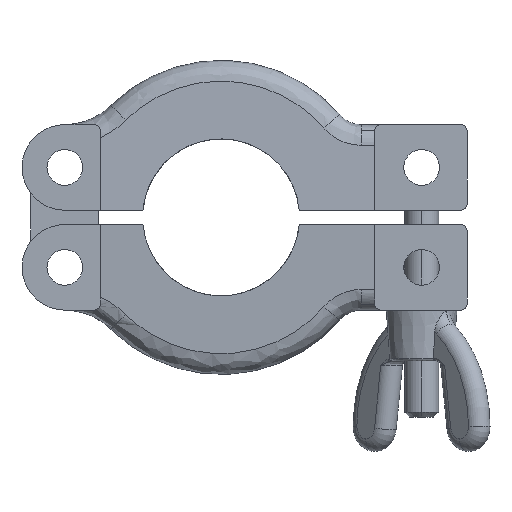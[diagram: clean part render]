
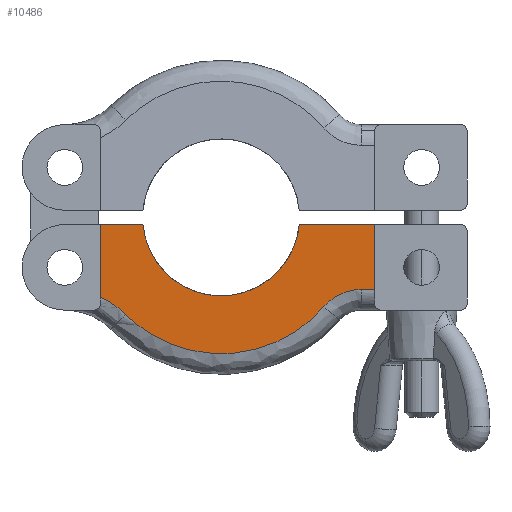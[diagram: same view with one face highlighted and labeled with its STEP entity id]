
A CAD part, left-side view. The second image highlights one B-rep face of the part: STEP entity #10486.
In plain terms, the highlighted planar face has unit normal (-0.999, 0, -0.035).
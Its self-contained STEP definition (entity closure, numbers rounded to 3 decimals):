
#247 = EDGE_CURVE ( 'NONE', #9732, #9277, #3294, .T. ) ;
#268 = ORIENTED_EDGE ( 'NONE', *, *, #4116, .F. ) ;
#606 = CARTESIAN_POINT ( 'NONE',  ( -7.384, -21.5, -17.632 ) ) ;
#646 = DIRECTION ( 'NONE',  ( 0., -1., 0. ) ) ;
#709 = CARTESIAN_POINT ( 'NONE',  ( -7.589, 15.581, -11.777 ) ) ;
#730 = VERTEX_POINT ( 'NONE', #1640 ) ;
#829 = CARTESIAN_POINT ( 'NONE',  ( -7.647, -17.25, -10.105 ) ) ;
#1505 = CARTESIAN_POINT ( 'NONE',  ( -7.617, -15.727, -10.964 ) ) ;
#1579 = ORIENTED_EDGE ( 'NONE', *, *, #10198, .F. ) ;
#1640 = CARTESIAN_POINT ( 'NONE',  ( -7.61, 16.9, -11.182 ) ) ;
#2006 = CARTESIAN_POINT ( 'NONE',  ( -7.647, -21.5, -10.105 ) ) ;
#2050 = ORIENTED_EDGE ( 'NONE', *, *, #4975, .F. ) ;
#2085 = VERTEX_POINT ( 'NONE', #7100 ) ;
#2204 = CARTESIAN_POINT ( 'NONE',  ( -7.563, -14.376, -12.528 ) ) ;
#2454 = DIRECTION ( 'NONE',  ( 0., 1., 0. ) ) ;
#2656 = VECTOR ( 'NONE', #9596, 1000. ) ;
#2722 =( BOUNDED_CURVE ( )  B_SPLINE_CURVE ( 3, ( #9067, #9012, #8144, #6176 ),
 .UNSPECIFIED., .F., .T. ) 
 B_SPLINE_CURVE_WITH_KNOTS ( ( 4, 4 ),
 ( 5.425, 7.063 ),
 .UNSPECIFIED. ) 
 CURVE ( )  GEOMETRIC_REPRESENTATION_ITEM ( )  RATIONAL_B_SPLINE_CURVE ( ( 1., 0.789, 0.789, 1. ) ) 
 REPRESENTATION_ITEM ( '' )  );
#2841 = CARTESIAN_POINT ( 'NONE',  ( -7.965, -10.954, -1. ) ) ;
#3294 =( BOUNDED_CURVE ( )  B_SPLINE_CURVE ( 3, ( #4230, #8701, #1505, #9457 ),
 .UNSPECIFIED., .F., .F. ) 
 B_SPLINE_CURVE_WITH_KNOTS ( ( 4, 4 ),
 ( 0., 0.858 ),
 .UNSPECIFIED. ) 
 CURVE ( )  GEOMETRIC_REPRESENTATION_ITEM ( )  RATIONAL_B_SPLINE_CURVE ( ( 1., 0.94, 0.94, 1. ) ) 
 REPRESENTATION_ITEM ( '' )  );
#3443 = CARTESIAN_POINT ( 'NONE',  ( -7.525, 13.36, -13.614 ) ) ;
#3566 = EDGE_LOOP ( 'NONE', ( #3926, #4526, #268, #7262, #2050, #8756, #1579, #5108, #4395 ) ) ;
#3896 = CARTESIAN_POINT ( 'NONE',  ( -7.32, -9.269, -19.462 ) ) ;
#3926 = ORIENTED_EDGE ( 'NONE', *, *, #6097, .F. ) ;
#3954 = CARTESIAN_POINT ( 'NONE',  ( -7.965, -10.954, -1. ) ) ;
#3961 = VECTOR ( 'NONE', #2454, 1000. ) ;
#3983 = VERTEX_POINT ( 'NONE', #7742 ) ;
#4116 = EDGE_CURVE ( 'NONE', #5845, #2085, #7794, .T. ) ;
#4230 = CARTESIAN_POINT ( 'NONE',  ( -7.647, -19.672, -10.105 ) ) ;
#4395 = ORIENTED_EDGE ( 'NONE', *, *, #247, .F. ) ;
#4526 = ORIENTED_EDGE ( 'NONE', *, *, #5063, .T. ) ;
#4975 = EDGE_CURVE ( 'NONE', #3983, #8405, #7871, .T. ) ;
#5063 = EDGE_CURVE ( 'NONE', #9879, #2085, #10470, .T. ) ;
#5098 = DIRECTION ( 'NONE',  ( 0., -1., 0. ) ) ;
#5108 = ORIENTED_EDGE ( 'NONE', *, *, #6324, .F. ) ;
#5496 = PLANE ( 'NONE',  #9746 ) ;
#5610 = DIRECTION ( 'NONE',  ( 0.035, 0., -0.999 ) ) ;
#5708 = EDGE_CURVE ( 'NONE', #8405, #5845, #6489, .T. ) ;
#5845 = VERTEX_POINT ( 'NONE', #2841 ) ;
#5901 = VERTEX_POINT ( 'NONE', #8354 ) ;
#6064 = LINE ( 'NONE', #829, #3961 ) ;
#6097 = EDGE_CURVE ( 'NONE', #9879, #9732, #6064, .T. ) ;
#6114 = CARTESIAN_POINT ( 'NONE',  ( -7.61, 16.9, -11.182 ) ) ;
#6176 = CARTESIAN_POINT ( 'NONE',  ( -7.525, 13.36, -13.614 ) ) ;
#6254 = VECTOR ( 'NONE', #7156, 1000. ) ;
#6324 = EDGE_CURVE ( 'NONE', #9277, #5901, #2722, .T. ) ;
#6489 =( BOUNDED_CURVE ( )  B_SPLINE_CURVE ( 3, ( #10158, #7505, #3896, #3954 ),
 .UNSPECIFIED., .F., .T. ) 
 B_SPLINE_CURVE_WITH_KNOTS ( ( 4, 4 ),
 ( 1.662, 4.621 ),
 .UNSPECIFIED. ) 
 CURVE ( )  GEOMETRIC_REPRESENTATION_ITEM ( )  RATIONAL_B_SPLINE_CURVE ( ( 1., 0.394, 0.394, 1. ) ) 
 REPRESENTATION_ITEM ( '' )  );
#7100 = CARTESIAN_POINT ( 'NONE',  ( -7.965, -21.5, -1. ) ) ;
#7156 = DIRECTION ( 'NONE',  ( 0.035, 0., -0.999 ) ) ;
#7262 = ORIENTED_EDGE ( 'NONE', *, *, #5708, .F. ) ;
#7417 = CARTESIAN_POINT ( 'NONE',  ( -7.232, 0., -22. ) ) ;
#7505 = CARTESIAN_POINT ( 'NONE',  ( -7.32, 9.269, -19.462 ) ) ;
#7546 =( BOUNDED_CURVE ( )  B_SPLINE_CURVE ( 3, ( #3443, #10515, #709, #6114 ),
 .UNSPECIFIED., .F., .F. ) 
 B_SPLINE_CURVE_WITH_KNOTS ( ( 4, 4 ),
 ( 5.503, 5.859 ),
 .UNSPECIFIED. ) 
 CURVE ( )  GEOMETRIC_REPRESENTATION_ITEM ( )  RATIONAL_B_SPLINE_CURVE ( ( 1., 0.989, 0.989, 1. ) ) 
 REPRESENTATION_ITEM ( '' )  );
#7742 = CARTESIAN_POINT ( 'NONE',  ( -7.965, 16.9, -1. ) ) ;
#7794 = LINE ( 'NONE', #7854, #9498 ) ;
#7854 = CARTESIAN_POINT ( 'NONE',  ( -7.965, -10.75, -1. ) ) ;
#7871 = LINE ( 'NONE', #10411, #10984 ) ;
#8077 = CARTESIAN_POINT ( 'NONE',  ( -7.594, 16.9, -11.639 ) ) ;
#8144 = CARTESIAN_POINT ( 'NONE',  ( -7.236, 5.018, -21.864 ) ) ;
#8354 = CARTESIAN_POINT ( 'NONE',  ( -7.525, 13.36, -13.614 ) ) ;
#8405 = VERTEX_POINT ( 'NONE', #9766 ) ;
#8701 = CARTESIAN_POINT ( 'NONE',  ( -7.647, -17.606, -10.105 ) ) ;
#8756 = ORIENTED_EDGE ( 'NONE', *, *, #11365, .T. ) ;
#8913 = DIRECTION ( 'NONE',  ( 0.999, 0., 0.035 ) ) ;
#9012 = CARTESIAN_POINT ( 'NONE',  ( -7.253, -6.705, -21.405 ) ) ;
#9067 = CARTESIAN_POINT ( 'NONE',  ( -7.563, -14.376, -12.528 ) ) ;
#9277 = VERTEX_POINT ( 'NONE', #2204 ) ;
#9457 = CARTESIAN_POINT ( 'NONE',  ( -7.563, -14.376, -12.528 ) ) ;
#9498 = VECTOR ( 'NONE', #646, 1000. ) ;
#9596 = DIRECTION ( 'NONE',  ( -0.035, 0., 0.999 ) ) ;
#9732 = VERTEX_POINT ( 'NONE', #11443 ) ;
#9746 = AXIS2_PLACEMENT_3D ( 'NONE', #7417, #8913, #5610 ) ;
#9766 = CARTESIAN_POINT ( 'NONE',  ( -7.965, 10.954, -1. ) ) ;
#9879 = VERTEX_POINT ( 'NONE', #2006 ) ;
#10158 = CARTESIAN_POINT ( 'NONE',  ( -7.965, 10.954, -1. ) ) ;
#10198 = EDGE_CURVE ( 'NONE', #5901, #730, #7546, .T. ) ;
#10411 = CARTESIAN_POINT ( 'NONE',  ( -7.965, 10.95, -1. ) ) ;
#10470 = LINE ( 'NONE', #606, #2656 ) ;
#10486 = ADVANCED_FACE ( 'NONE', ( #10813 ), #5496, .F. ) ;
#10515 = CARTESIAN_POINT ( 'NONE',  ( -7.56, 14.389, -12.597 ) ) ;
#10672 = LINE ( 'NONE', #8077, #6254 ) ;
#10813 = FACE_OUTER_BOUND ( 'NONE', #3566, .T. ) ;
#10984 = VECTOR ( 'NONE', #5098, 1000. ) ;
#11365 = EDGE_CURVE ( 'NONE', #3983, #730, #10672, .T. ) ;
#11443 = CARTESIAN_POINT ( 'NONE',  ( -7.647, -19.672, -10.105 ) ) ;
